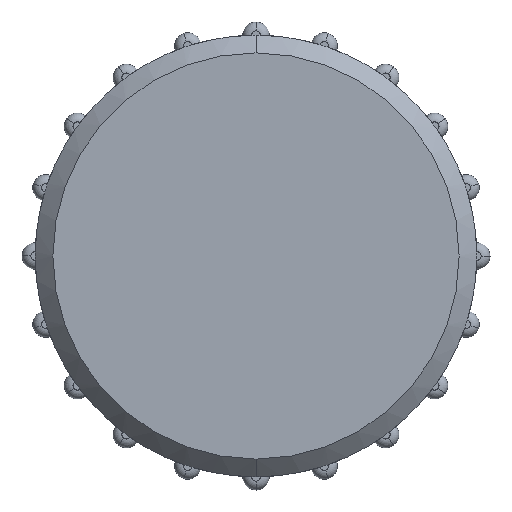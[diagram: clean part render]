
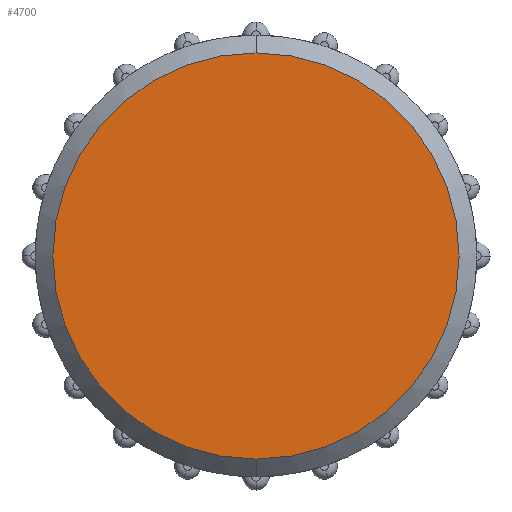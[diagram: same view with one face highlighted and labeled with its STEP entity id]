
A CAD part, front view. The second image highlights one B-rep face of the part: STEP entity #4700.
In plain terms, the highlighted planar face has unit normal (0, -1, 0).
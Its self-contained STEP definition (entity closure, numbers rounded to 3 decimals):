
#12 = DIRECTION ( 'NONE',  ( 0., -1., 0. ) ) ;
#623 = CARTESIAN_POINT ( 'NONE',  ( 0., 0., -23. ) ) ;
#627 = DIRECTION ( 'NONE',  ( 0., -1., 0. ) ) ;
#669 = DIRECTION ( 'NONE',  ( 0., 0., 1. ) ) ;
#842 = VERTEX_POINT ( 'NONE', #3981 ) ;
#1170 = CARTESIAN_POINT ( 'NONE',  ( 0., 0., 0. ) ) ;
#1751 = AXIS2_PLACEMENT_3D ( 'NONE', #1812, #3321, #3767 ) ;
#1812 = CARTESIAN_POINT ( 'NONE',  ( 0., 0., 0. ) ) ;
#1990 = DIRECTION ( 'NONE',  ( 0., 0., 1. ) ) ;
#1998 = EDGE_LOOP ( 'NONE', ( #3123, #6298 ) ) ;
#2673 = EDGE_CURVE ( 'NONE', #4436, #842, #4693, .T. ) ;
#2914 = CARTESIAN_POINT ( 'NONE',  ( 0., 0., 0. ) ) ;
#3018 = EDGE_CURVE ( 'NONE', #842, #4436, #6264, .T. ) ;
#3123 = ORIENTED_EDGE ( 'NONE', *, *, #3018, .T. ) ;
#3321 = DIRECTION ( 'NONE',  ( 0., 1., 0. ) ) ;
#3678 = FACE_OUTER_BOUND ( 'NONE', #1998, .T. ) ;
#3767 = DIRECTION ( 'NONE',  ( 0., 0., 1. ) ) ;
#3981 = CARTESIAN_POINT ( 'NONE',  ( 0., 0., 23. ) ) ;
#4278 = PLANE ( 'NONE',  #1751 ) ;
#4436 = VERTEX_POINT ( 'NONE', #623 ) ;
#4693 = CIRCLE ( 'NONE', #5470, 23. ) ;
#4700 = ADVANCED_FACE ( 'NONE', ( #3678 ), #4278, .F. ) ;
#5470 = AXIS2_PLACEMENT_3D ( 'NONE', #1170, #627, #669 ) ;
#6166 = AXIS2_PLACEMENT_3D ( 'NONE', #2914, #12, #1990 ) ;
#6264 = CIRCLE ( 'NONE', #6166, 23. ) ;
#6298 = ORIENTED_EDGE ( 'NONE', *, *, #2673, .T. ) ;
